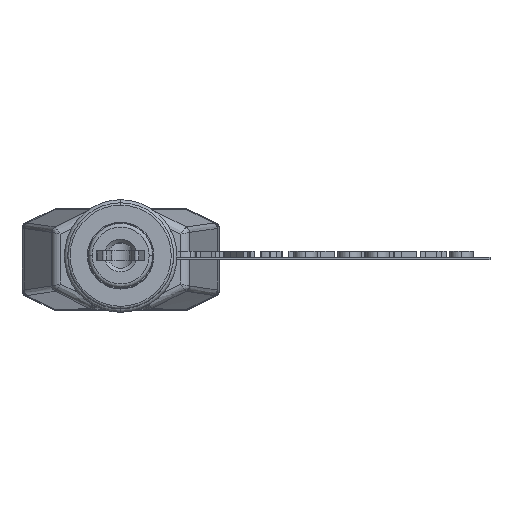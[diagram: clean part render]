
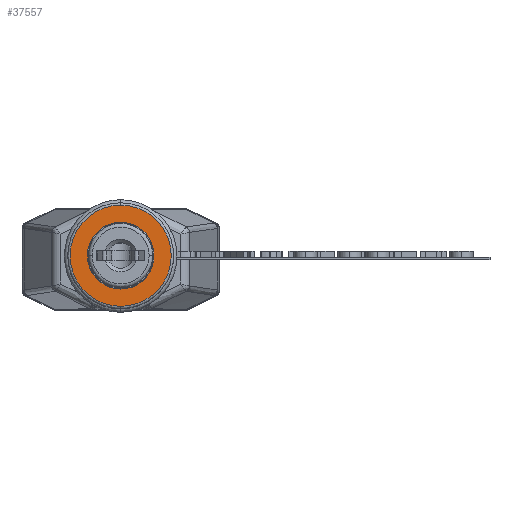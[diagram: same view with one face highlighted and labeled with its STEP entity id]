
A CAD part, top view. The second image highlights one B-rep face of the part: STEP entity #37557.
In plain terms, the highlighted face is planar.
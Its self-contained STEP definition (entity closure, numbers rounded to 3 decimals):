
#2172 = CARTESIAN_POINT ( 'NONE',  ( 0., 26., 0. ) ) ;
#2412 = CARTESIAN_POINT ( 'NONE',  ( 0., 26., 0. ) ) ;
#2606 = VERTEX_POINT ( 'NONE', #18214 ) ;
#3058 = CARTESIAN_POINT ( 'NONE',  ( 0., 26., -4.175 ) ) ;
#6080 = DIRECTION ( 'NONE',  ( 0., 0., 1. ) ) ;
#6316 = DIRECTION ( 'NONE',  ( 0., 0., 1. ) ) ;
#6792 = ORIENTED_EDGE ( 'NONE', *, *, #15395, .T. ) ;
#6860 = AXIS2_PLACEMENT_3D ( 'NONE', #2172, #29248, #6080 ) ;
#6944 = AXIS2_PLACEMENT_3D ( 'NONE', #12278, #39466, #16178 ) ;
#11316 = EDGE_CURVE ( 'NONE', #37487, #2606, #43476, .T. ) ;
#11455 = DIRECTION ( 'NONE',  ( 0., 1., 0. ) ) ;
#12278 = CARTESIAN_POINT ( 'NONE',  ( 0., 26., 0. ) ) ;
#13183 = DIRECTION ( 'NONE',  ( 0., 1., 0. ) ) ;
#15395 = EDGE_CURVE ( 'NONE', #2606, #37487, #25703, .T. ) ;
#16178 = DIRECTION ( 'NONE',  ( 0., 0., 1. ) ) ;
#16387 = CARTESIAN_POINT ( 'NONE',  ( 0., 26., 2.75 ) ) ;
#17875 = CIRCLE ( 'NONE', #45327, 2.75 ) ;
#18214 = CARTESIAN_POINT ( 'NONE',  ( 0., 26., 4.175 ) ) ;
#19963 = EDGE_LOOP ( 'NONE', ( #6792, #41579 ) ) ;
#25703 = CIRCLE ( 'NONE', #6944, 4.175 ) ;
#26315 = AXIS2_PLACEMENT_3D ( 'NONE', #36447, #13183, #40360 ) ;
#26974 = EDGE_CURVE ( 'NONE', #43564, #28391, #49039, .T. ) ;
#28391 = VERTEX_POINT ( 'NONE', #38970 ) ;
#29033 = EDGE_CURVE ( 'NONE', #28391, #43564, #17875, .T. ) ;
#29248 = DIRECTION ( 'NONE',  ( 0., 1., 0. ) ) ;
#29504 = DIRECTION ( 'NONE',  ( 0., 1., 0. ) ) ;
#30204 = AXIS2_PLACEMENT_3D ( 'NONE', #34710, #11455, #38659 ) ;
#33753 = ORIENTED_EDGE ( 'NONE', *, *, #29033, .F. ) ;
#34387 = PLANE ( 'NONE',  #30204 ) ;
#34664 = FACE_BOUND ( 'NONE', #46200, .T. ) ;
#34710 = CARTESIAN_POINT ( 'NONE',  ( 0., 26., 0. ) ) ;
#36447 = CARTESIAN_POINT ( 'NONE',  ( 0., 26., 0. ) ) ;
#37304 = ORIENTED_EDGE ( 'NONE', *, *, #26974, .F. ) ;
#37487 = VERTEX_POINT ( 'NONE', #3058 ) ;
#37557 = ADVANCED_FACE ( 'NONE', ( #34664, #44999 ), #34387, .T. ) ;
#38659 = DIRECTION ( 'NONE',  ( 0., 0., 1. ) ) ;
#38970 = CARTESIAN_POINT ( 'NONE',  ( 0., 26., -2.75 ) ) ;
#39466 = DIRECTION ( 'NONE',  ( 0., 1., 0. ) ) ;
#40360 = DIRECTION ( 'NONE',  ( 0., 0., 1. ) ) ;
#41579 = ORIENTED_EDGE ( 'NONE', *, *, #11316, .T. ) ;
#43476 = CIRCLE ( 'NONE', #6860, 4.175 ) ;
#43564 = VERTEX_POINT ( 'NONE', #16387 ) ;
#44999 = FACE_OUTER_BOUND ( 'NONE', #19963, .T. ) ;
#45327 = AXIS2_PLACEMENT_3D ( 'NONE', #2412, #29504, #6316 ) ;
#46200 = EDGE_LOOP ( 'NONE', ( #37304, #33753 ) ) ;
#49039 = CIRCLE ( 'NONE', #26315, 2.75 ) ;
